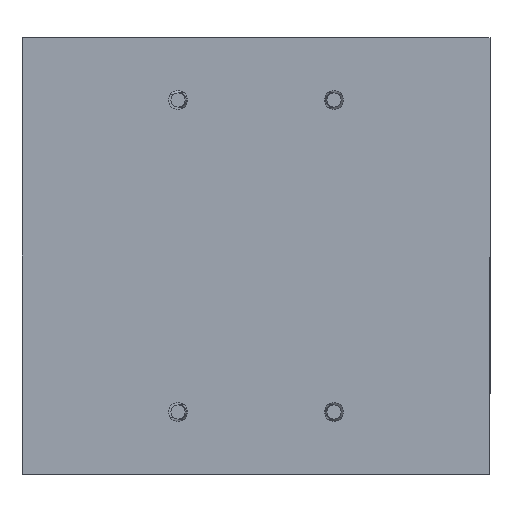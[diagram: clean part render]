
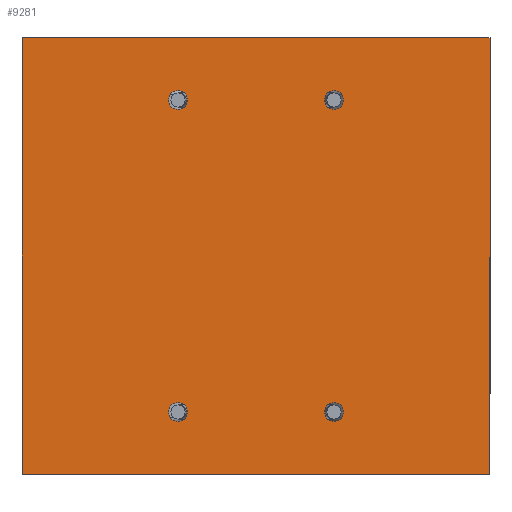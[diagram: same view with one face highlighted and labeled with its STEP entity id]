
A CAD part, front view. The second image highlights one B-rep face of the part: STEP entity #9281.
In plain terms, the highlighted planar face has unit normal (0, -1, 0).
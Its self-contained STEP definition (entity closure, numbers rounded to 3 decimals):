
#83 = DIRECTION ( 'NONE',  ( 0., 1., 0. ) ) ;
#86 = DIRECTION ( 'NONE',  ( 0., 0., 1. ) ) ;
#91 = CARTESIAN_POINT ( 'NONE',  ( 7.5, -7.8, -7. ) ) ;
#131 = CARTESIAN_POINT ( 'NONE',  ( 2.5, -7.8, 5. ) ) ;
#323 = EDGE_CURVE ( 'NONE', #6559, #4369, #6849, .T. ) ;
#434 = CARTESIAN_POINT ( 'NONE',  ( 2.5, -7.8, 4.7 ) ) ;
#445 = ORIENTED_EDGE ( 'NONE', *, *, #5413, .T. ) ;
#470 = AXIS2_PLACEMENT_3D ( 'NONE', #6071, #3037, #2085 ) ;
#481 = EDGE_CURVE ( 'NONE', #8850, #6852, #10174, .T. ) ;
#617 = DIRECTION ( 'NONE',  ( 0., 0., 1. ) ) ;
#657 = EDGE_CURVE ( 'NONE', #4369, #9854, #5778, .T. ) ;
#975 = CARTESIAN_POINT ( 'NONE',  ( 2.5, -7.8, 5.3 ) ) ;
#1100 = DIRECTION ( 'NONE',  ( 0., 1., 0. ) ) ;
#1113 = EDGE_CURVE ( 'NONE', #8855, #4964, #11601, .T. ) ;
#1116 = ORIENTED_EDGE ( 'NONE', *, *, #3718, .F. ) ;
#1209 = ORIENTED_EDGE ( 'NONE', *, *, #7210, .T. ) ;
#1464 = AXIS2_PLACEMENT_3D ( 'NONE', #6106, #6795, #5105 ) ;
#1521 = CIRCLE ( 'NONE', #3569, 0.3 ) ;
#1886 = DIRECTION ( 'NONE',  ( 1., 0., 0. ) ) ;
#1911 = CIRCLE ( 'NONE', #470, 0.3 ) ;
#1920 = ORIENTED_EDGE ( 'NONE', *, *, #481, .T. ) ;
#2085 = DIRECTION ( 'NONE',  ( 0., 0., 1. ) ) ;
#2207 = ORIENTED_EDGE ( 'NONE', *, *, #12400, .T. ) ;
#2254 = AXIS2_PLACEMENT_3D ( 'NONE', #131, #1100, #86 ) ;
#2716 = AXIS2_PLACEMENT_3D ( 'NONE', #9107, #11171, #10048 ) ;
#2961 = VECTOR ( 'NONE', #6251, 1000. ) ;
#2965 = EDGE_CURVE ( 'NONE', #6852, #8850, #1521, .T. ) ;
#3037 = DIRECTION ( 'NONE',  ( 0., 1., 0. ) ) ;
#3055 = ORIENTED_EDGE ( 'NONE', *, *, #7303, .T. ) ;
#3103 = VERTEX_POINT ( 'NONE', #9191 ) ;
#3138 = CARTESIAN_POINT ( 'NONE',  ( -7.5, -7.8, 0. ) ) ;
#3569 = AXIS2_PLACEMENT_3D ( 'NONE', #11759, #83, #6851 ) ;
#3574 = FACE_BOUND ( 'NONE', #5147, .T. ) ;
#3718 = EDGE_CURVE ( 'NONE', #4665, #6559, #8621, .T. ) ;
#3851 = DIRECTION ( 'NONE',  ( -1., 0., 0. ) ) ;
#3903 = DIRECTION ( 'NONE',  ( 0., 1., 0. ) ) ;
#3946 = VECTOR ( 'NONE', #3851, 1000. ) ;
#4103 = PLANE ( 'NONE',  #10553 ) ;
#4369 = VERTEX_POINT ( 'NONE', #4625 ) ;
#4625 = CARTESIAN_POINT ( 'NONE',  ( -7.5, -7.8, -7. ) ) ;
#4665 = VERTEX_POINT ( 'NONE', #5050 ) ;
#4759 = CARTESIAN_POINT ( 'NONE',  ( 2.5, -7.8, -5. ) ) ;
#4923 = LINE ( 'NONE', #12538, #5840 ) ;
#4953 = ORIENTED_EDGE ( 'NONE', *, *, #11598, .T. ) ;
#4964 = VERTEX_POINT ( 'NONE', #8708 ) ;
#5050 = CARTESIAN_POINT ( 'NONE',  ( 7.5, -7.8, 7. ) ) ;
#5105 = DIRECTION ( 'NONE',  ( 0., 0., 1. ) ) ;
#5138 = ORIENTED_EDGE ( 'NONE', *, *, #11667, .F. ) ;
#5147 = EDGE_LOOP ( 'NONE', ( #445, #10953 ) ) ;
#5155 = VECTOR ( 'NONE', #6996, 1000. ) ;
#5278 = EDGE_LOOP ( 'NONE', ( #8830, #6951, #1116, #5138 ) ) ;
#5322 = VERTEX_POINT ( 'NONE', #9961 ) ;
#5413 = EDGE_CURVE ( 'NONE', #4964, #8855, #1911, .T. ) ;
#5778 = LINE ( 'NONE', #3138, #5155 ) ;
#5840 = VECTOR ( 'NONE', #1886, 1000. ) ;
#6071 = CARTESIAN_POINT ( 'NONE',  ( -2.5, -7.8, 5. ) ) ;
#6074 = VERTEX_POINT ( 'NONE', #975 ) ;
#6106 = CARTESIAN_POINT ( 'NONE',  ( -2.5, -7.8, -5. ) ) ;
#6165 = CARTESIAN_POINT ( 'NONE',  ( 7.5, -7.8, 0. ) ) ;
#6167 = FACE_BOUND ( 'NONE', #7851, .T. ) ;
#6245 = VERTEX_POINT ( 'NONE', #434 ) ;
#6251 = DIRECTION ( 'NONE',  ( 0., 0., -1. ) ) ;
#6438 = CARTESIAN_POINT ( 'NONE',  ( 2.5, -7.8, -5.3 ) ) ;
#6559 = VERTEX_POINT ( 'NONE', #91 ) ;
#6726 = ORIENTED_EDGE ( 'NONE', *, *, #2965, .T. ) ;
#6795 = DIRECTION ( 'NONE',  ( 0., 1., 0. ) ) ;
#6822 = DIRECTION ( 'NONE',  ( 0., 1., 0. ) ) ;
#6849 = LINE ( 'NONE', #7750, #3946 ) ;
#6851 = DIRECTION ( 'NONE',  ( 0., 0., 1. ) ) ;
#6852 = VERTEX_POINT ( 'NONE', #8233 ) ;
#6951 = ORIENTED_EDGE ( 'NONE', *, *, #323, .F. ) ;
#6996 = DIRECTION ( 'NONE',  ( 0., 0., 1. ) ) ;
#7210 = EDGE_CURVE ( 'NONE', #6074, #6245, #10428, .T. ) ;
#7303 = EDGE_CURVE ( 'NONE', #6245, #6074, #9048, .T. ) ;
#7750 = CARTESIAN_POINT ( 'NONE',  ( 0., -7.8, -7. ) ) ;
#7840 = CARTESIAN_POINT ( 'NONE',  ( -2.5, -7.8, -5. ) ) ;
#7851 = EDGE_LOOP ( 'NONE', ( #2207, #4953 ) ) ;
#7928 = DIRECTION ( 'NONE',  ( 0., 0., 1. ) ) ;
#8168 = EDGE_LOOP ( 'NONE', ( #6726, #1920 ) ) ;
#8233 = CARTESIAN_POINT ( 'NONE',  ( 2.5, -7.8, -4.7 ) ) ;
#8412 = CIRCLE ( 'NONE', #1464, 0.3 ) ;
#8462 = CIRCLE ( 'NONE', #9810, 0.3 ) ;
#8528 = EDGE_LOOP ( 'NONE', ( #1209, #3055 ) ) ;
#8621 = LINE ( 'NONE', #6165, #2961 ) ;
#8708 = CARTESIAN_POINT ( 'NONE',  ( -2.5, -7.8, 5.3 ) ) ;
#8830 = ORIENTED_EDGE ( 'NONE', *, *, #657, .F. ) ;
#8850 = VERTEX_POINT ( 'NONE', #6438 ) ;
#8855 = VERTEX_POINT ( 'NONE', #11295 ) ;
#9048 = CIRCLE ( 'NONE', #10116, 0.3 ) ;
#9065 = FACE_BOUND ( 'NONE', #8528, .T. ) ;
#9067 = CARTESIAN_POINT ( 'NONE',  ( -7.5, -7.8, 7. ) ) ;
#9107 = CARTESIAN_POINT ( 'NONE',  ( -2.5, -7.8, 5. ) ) ;
#9191 = CARTESIAN_POINT ( 'NONE',  ( -2.5, -7.8, -5.3 ) ) ;
#9281 = ADVANCED_FACE ( 'NONE', ( #9065, #6167, #3574, #10591, #9529 ), #4103, .F. ) ;
#9340 = AXIS2_PLACEMENT_3D ( 'NONE', #4759, #11498, #9513 ) ;
#9352 = DIRECTION ( 'NONE',  ( 0., 1., 0. ) ) ;
#9513 = DIRECTION ( 'NONE',  ( 0., 0., 1. ) ) ;
#9529 = FACE_OUTER_BOUND ( 'NONE', #5278, .T. ) ;
#9810 = AXIS2_PLACEMENT_3D ( 'NONE', #7840, #3903, #10719 ) ;
#9854 = VERTEX_POINT ( 'NONE', #9067 ) ;
#9961 = CARTESIAN_POINT ( 'NONE',  ( -2.5, -7.8, -4.7 ) ) ;
#10048 = DIRECTION ( 'NONE',  ( 0., 0., 1. ) ) ;
#10116 = AXIS2_PLACEMENT_3D ( 'NONE', #10766, #6822, #7928 ) ;
#10174 = CIRCLE ( 'NONE', #9340, 0.3 ) ;
#10428 = CIRCLE ( 'NONE', #2254, 0.3 ) ;
#10553 = AXIS2_PLACEMENT_3D ( 'NONE', #12249, #9352, #617 ) ;
#10591 = FACE_BOUND ( 'NONE', #8168, .T. ) ;
#10719 = DIRECTION ( 'NONE',  ( 0., 0., 1. ) ) ;
#10766 = CARTESIAN_POINT ( 'NONE',  ( 2.5, -7.8, 5. ) ) ;
#10953 = ORIENTED_EDGE ( 'NONE', *, *, #1113, .T. ) ;
#11171 = DIRECTION ( 'NONE',  ( 0., 1., 0. ) ) ;
#11295 = CARTESIAN_POINT ( 'NONE',  ( -2.5, -7.8, 4.7 ) ) ;
#11498 = DIRECTION ( 'NONE',  ( 0., 1., 0. ) ) ;
#11598 = EDGE_CURVE ( 'NONE', #3103, #5322, #8412, .T. ) ;
#11601 = CIRCLE ( 'NONE', #2716, 0.3 ) ;
#11667 = EDGE_CURVE ( 'NONE', #9854, #4665, #4923, .T. ) ;
#11759 = CARTESIAN_POINT ( 'NONE',  ( 2.5, -7.8, -5. ) ) ;
#12249 = CARTESIAN_POINT ( 'NONE',  ( 0., -7.8, 0. ) ) ;
#12400 = EDGE_CURVE ( 'NONE', #5322, #3103, #8462, .T. ) ;
#12538 = CARTESIAN_POINT ( 'NONE',  ( 0., -7.8, 7. ) ) ;
